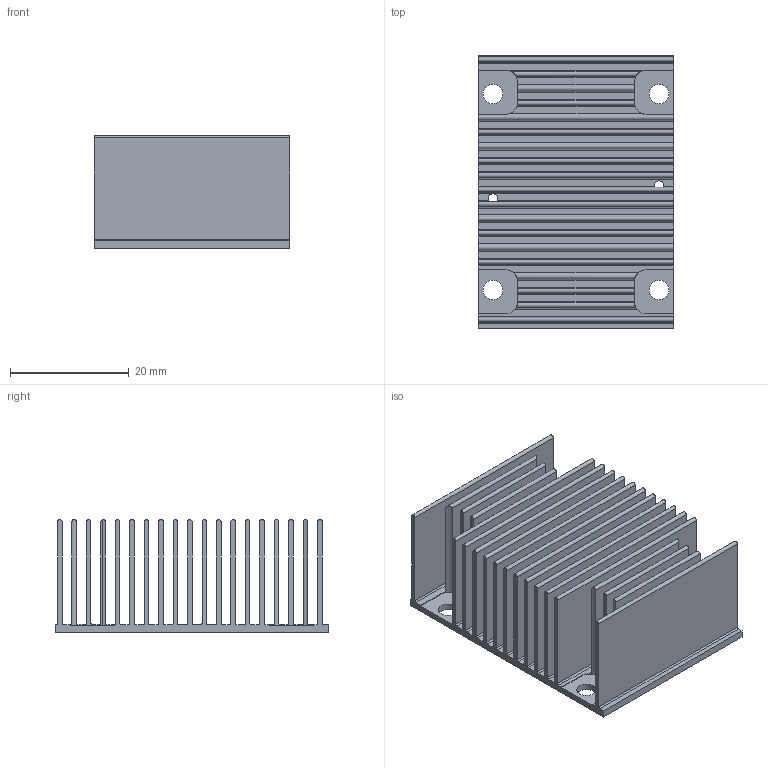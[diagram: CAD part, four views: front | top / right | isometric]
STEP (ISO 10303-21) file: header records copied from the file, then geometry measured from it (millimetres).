
FILE_DESCRIPTION (( 'STEP AP214' ), '1' );
FILE_NAME ('40262.STEP', '2015-07-30T17:47:05', ( 'VicorUser' ), ( 'Microsoft' ), 'SwSTEP 2.0', 'SolidWorks 2012', '' );
FILE_SCHEMA (( 'AUTOMOTIVE_DESIGN' ));
Length unit declared in the file: millimetre
Products named in the file (1): 40262
Bounding box: 32.94 x 46 x 19 mm (x, y, z)
Volume: 9232.7 mm3; surface area: 22880.7 mm2
Topology: 1 solids, 1 shells, 160 faces, 480 edges, 320 vertices
Faces by surface type: cylinder 79, plane 79, cone 2
Entity records: 5676 total; most frequent: CARTESIAN_POINT 1167, ORIENTED_EDGE 960, DIRECTION 916, EDGE_CURVE 480, VERTEX_POINT 320, LINE 306, VECTOR 306, AXIS2_PLACEMENT_3D 305
